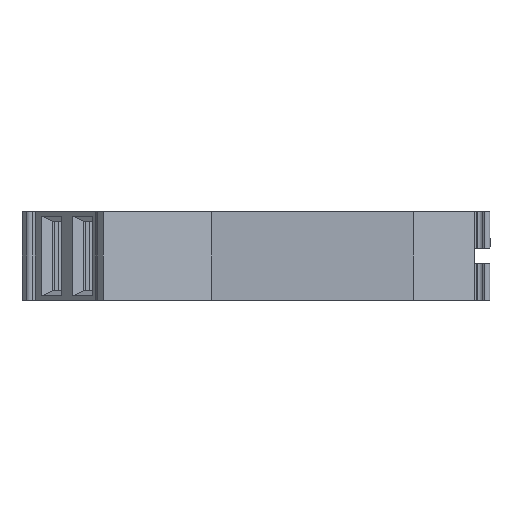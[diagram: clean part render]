
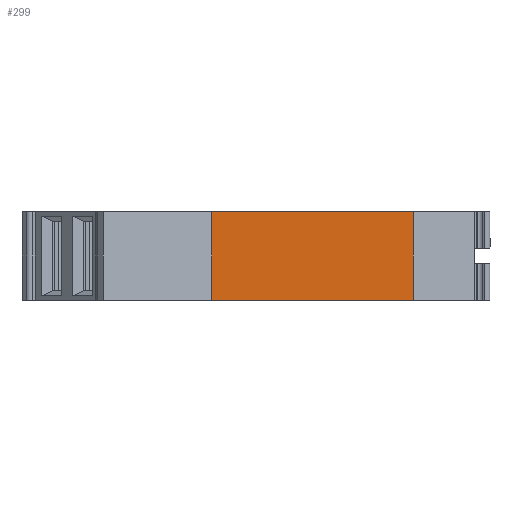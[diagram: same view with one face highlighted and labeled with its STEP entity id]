
A CAD part, left-side view. The second image highlights one B-rep face of the part: STEP entity #299.
In plain terms, the highlighted planar face has unit normal (-1, 0, 0).
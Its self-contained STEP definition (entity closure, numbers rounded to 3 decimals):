
#299=ADVANCED_FACE('',(#575),#422,.T.);
#422=PLANE('',#3478);
#575=FACE_OUTER_BOUND('',#733,.T.);
#733=EDGE_LOOP('',(#1597,#1598,#1599,#1600));
#1597=ORIENTED_EDGE('',*,*,#2098,.T.);
#1598=ORIENTED_EDGE('',*,*,#2512,.T.);
#1599=ORIENTED_EDGE('',*,*,#2505,.F.);
#1600=ORIENTED_EDGE('',*,*,#2513,.F.);
#1792=VERTEX_POINT('',#4422);
#1793=VERTEX_POINT('',#4424);
#2083=VERTEX_POINT('',#5308);
#2084=VERTEX_POINT('',#5310);
#2098=EDGE_CURVE('',#1793,#1792,#2551,.T.);
#2505=EDGE_CURVE('',#2083,#2084,#2861,.T.);
#2512=EDGE_CURVE('',#1792,#2084,#2867,.T.);
#2513=EDGE_CURVE('',#1793,#2083,#2868,.T.);
#2551=LINE('',#4423,#2903);
#2861=LINE('',#5309,#3213);
#2867=LINE('',#5322,#3219);
#2868=LINE('',#5324,#3220);
#2903=VECTOR('',#3533,1.);
#3213=VECTOR('',#4277,1.);
#3219=VECTOR('',#4293,1.);
#3220=VECTOR('',#4296,1.);
#3478=AXIS2_PLACEMENT_3D('',#5325,#4297,#4298);
#3533=DIRECTION('',(0.,-1.,0.));
#4277=DIRECTION('',(0.,-1.,0.));
#4293=DIRECTION('',(0.,0.,1.));
#4296=DIRECTION('',(0.,0.,1.));
#4297=DIRECTION('',(-1.,0.,0.));
#4298=DIRECTION('',(0.,1.,0.));
#4422=CARTESIAN_POINT('',(-6.3,12.412,-3.05));
#4423=CARTESIAN_POINT('',(-6.3,26.28,-3.05));
#4424=CARTESIAN_POINT('',(-6.3,26.28,-3.05));
#5308=CARTESIAN_POINT('',(-6.3,26.28,3.05));
#5309=CARTESIAN_POINT('',(-6.3,26.28,3.05));
#5310=CARTESIAN_POINT('',(-6.3,12.412,3.05));
#5322=CARTESIAN_POINT('',(-6.3,12.412,0.));
#5324=CARTESIAN_POINT('',(-6.3,26.28,0.));
#5325=CARTESIAN_POINT('',(-6.3,26.28,0.));
